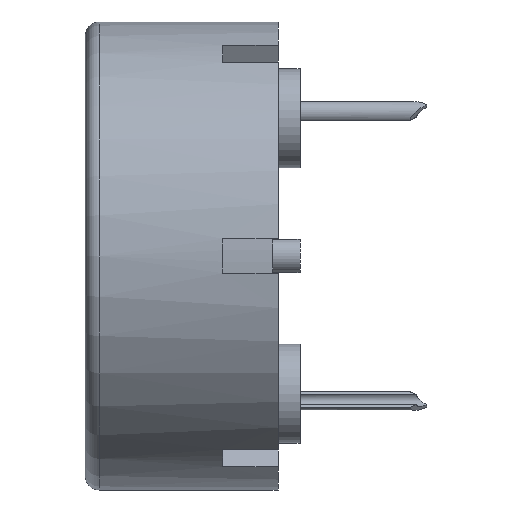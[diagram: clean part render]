
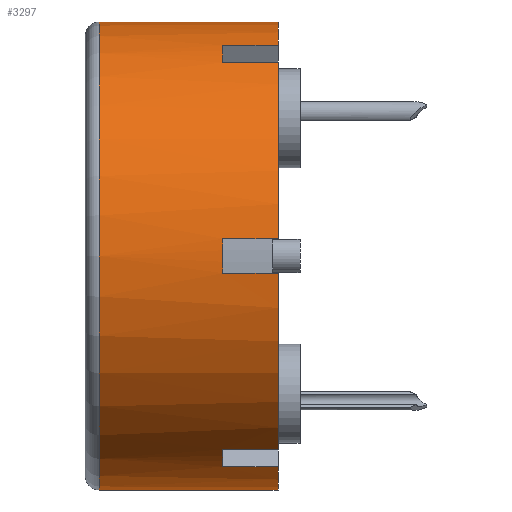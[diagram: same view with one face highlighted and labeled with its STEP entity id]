
A CAD part, left-side view. The second image highlights one B-rep face of the part: STEP entity #3297.
In plain terms, the highlighted cylindrical face has radius 8.5 mm (diameter 17 mm), a partial arc.
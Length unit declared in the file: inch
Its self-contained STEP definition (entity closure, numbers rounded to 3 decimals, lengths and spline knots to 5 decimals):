
#34 = CARTESIAN_POINT ( 'NONE',  ( 0., 0.07874, 0. ) ) ;
#42 = ORIENTED_EDGE ( 'NONE', *, *, #284, .T. ) ;
#80 = DIRECTION ( 'NONE',  ( 0., -1., 0. ) ) ;
#126 = DIRECTION ( 'NONE',  ( 0., 0., 1. ) ) ;
#157 = ORIENTED_EDGE ( 'NONE', *, *, #797, .F. ) ;
#203 = ORIENTED_EDGE ( 'NONE', *, *, #993, .T. ) ;
#219 = ORIENTED_EDGE ( 'NONE', *, *, #1925, .T. ) ;
#232 = CIRCLE ( 'NONE', #1898, 0.33465 ) ;
#252 = DIRECTION ( 'NONE',  ( 0., 0., -1. ) ) ;
#262 = CARTESIAN_POINT ( 'NONE',  ( 0., 0.27559, 0.33465 ) ) ;
#284 = EDGE_CURVE ( 'NONE', #2672, #3012, #1701, .T. ) ;
#394 = VERTEX_POINT ( 'NONE', #1346 ) ;
#406 = VERTEX_POINT ( 'NONE', #2414 ) ;
#418 = DIRECTION ( 'NONE',  ( 0., 1., 0. ) ) ;
#432 = LINE ( 'NONE', #2852, #889 ) ;
#471 = FACE_OUTER_BOUND ( 'NONE', #1624, .T. ) ;
#477 = EDGE_CURVE ( 'NONE', #2659, #3012, #1973, .T. ) ;
#553 = EDGE_CURVE ( 'NONE', #808, #2002, #232, .T. ) ;
#579 = CARTESIAN_POINT ( 'NONE',  ( 0., 0., 0. ) ) ;
#619 = CARTESIAN_POINT ( 'NONE',  ( -0.18818, 0.07874, 0.27672 ) ) ;
#643 = CARTESIAN_POINT ( 'NONE',  ( 0., 0., 0. ) ) ;
#650 = CARTESIAN_POINT ( 'NONE',  ( -0.14556, 0., 0.30133 ) ) ;
#665 = LINE ( 'NONE', #3331, #1211 ) ;
#669 = DIRECTION ( 'NONE',  ( 0., -1., 0. ) ) ;
#719 = AXIS2_PLACEMENT_3D ( 'NONE', #34, #2991, #1349 ) ;
#737 = ORIENTED_EDGE ( 'NONE', *, *, #2490, .T. ) ;
#744 = EDGE_CURVE ( 'NONE', #852, #406, #1530, .T. ) ;
#751 = AXIS2_PLACEMENT_3D ( 'NONE', #643, #1464, #126 ) ;
#763 = DIRECTION ( 'NONE',  ( 0., -1., 0. ) ) ;
#788 = AXIS2_PLACEMENT_3D ( 'NONE', #1934, #3294, #3052 ) ;
#797 = EDGE_CURVE ( 'NONE', #394, #2659, #1342, .T. ) ;
#800 = DIRECTION ( 'NONE',  ( 0., -1., 0. ) ) ;
#806 = DIRECTION ( 'NONE',  ( 0., -1., 0. ) ) ;
#808 = VERTEX_POINT ( 'NONE', #1380 ) ;
#820 = CARTESIAN_POINT ( 'NONE',  ( 0., 0.07874, 0. ) ) ;
#852 = VERTEX_POINT ( 'NONE', #3413 ) ;
#857 = CARTESIAN_POINT ( 'NONE',  ( 0., 0., 0. ) ) ;
#860 = EDGE_CURVE ( 'NONE', #1931, #1093, #1280, .T. ) ;
#879 = DIRECTION ( 'NONE',  ( 0., -1., 0. ) ) ;
#889 = VECTOR ( 'NONE', #669, 39.37008 ) ;
#899 = EDGE_CURVE ( 'NONE', #1075, #2672, #432, .T. ) ;
#902 = CARTESIAN_POINT ( 'NONE',  ( -0.14556, 0.07874, -0.30133 ) ) ;
#923 = CYLINDRICAL_SURFACE ( 'NONE', #1232, 0.33465 ) ;
#937 = VECTOR ( 'NONE', #800, 39.37008 ) ;
#959 = VECTOR ( 'NONE', #879, 39.37008 ) ;
#979 = CARTESIAN_POINT ( 'NONE',  ( -0.14556, 0., -0.30133 ) ) ;
#993 = EDGE_CURVE ( 'NONE', #2829, #3278, #1831, .T. ) ;
#1023 = EDGE_CURVE ( 'NONE', #2829, #1529, #2916, .T. ) ;
#1048 = AXIS2_PLACEMENT_3D ( 'NONE', #820, #806, #252 ) ;
#1073 = EDGE_CURVE ( 'NONE', #1749, #3323, #1461, .T. ) ;
#1075 = VERTEX_POINT ( 'NONE', #2719 ) ;
#1093 = VERTEX_POINT ( 'NONE', #2509 ) ;
#1114 = CIRCLE ( 'NONE', #1164, 0.33465 ) ;
#1164 = AXIS2_PLACEMENT_3D ( 'NONE', #579, #2813, #2005 ) ;
#1194 = CARTESIAN_POINT ( 'NONE',  ( -0.33374, 0., 0.02461 ) ) ;
#1211 = VECTOR ( 'NONE', #3041, 39.37008 ) ;
#1232 = AXIS2_PLACEMENT_3D ( 'NONE', #3385, #2546, #1242 ) ;
#1242 = DIRECTION ( 'NONE',  ( 0., 0., -1. ) ) ;
#1280 = CIRCLE ( 'NONE', #2964, 0.33465 ) ;
#1322 = ORIENTED_EDGE ( 'NONE', *, *, #553, .T. ) ;
#1342 = CIRCLE ( 'NONE', #719, 0.33465 ) ;
#1346 = CARTESIAN_POINT ( 'NONE',  ( -0.14556, 0.07874, 0.30133 ) ) ;
#1349 = DIRECTION ( 'NONE',  ( 0., 0., -1. ) ) ;
#1380 = CARTESIAN_POINT ( 'NONE',  ( 0., 0., -0.33465 ) ) ;
#1386 = VECTOR ( 'NONE', #1809, 39.37008 ) ;
#1429 = DIRECTION ( 'NONE',  ( 0., 0., 1. ) ) ;
#1461 = CIRCLE ( 'NONE', #2803, 0.33465 ) ;
#1464 = DIRECTION ( 'NONE',  ( 0., 1., 0. ) ) ;
#1515 = VECTOR ( 'NONE', #763, 39.37008 ) ;
#1529 = VERTEX_POINT ( 'NONE', #1752 ) ;
#1530 = LINE ( 'NONE', #3397, #3462 ) ;
#1544 = CARTESIAN_POINT ( 'NONE',  ( 0., 0.25591, 0. ) ) ;
#1589 = LINE ( 'NONE', #262, #1386 ) ;
#1624 = EDGE_LOOP ( 'NONE', ( #3218, #2446, #219, #1322, #2602, #3147, #203, #737, #1785, #3324, #1712, #42, #1963, #157, #3448, #1748 ) ) ;
#1682 = LINE ( 'NONE', #902, #2289 ) ;
#1701 = CIRCLE ( 'NONE', #751, 0.33465 ) ;
#1712 = ORIENTED_EDGE ( 'NONE', *, *, #899, .T. ) ;
#1716 = EDGE_CURVE ( 'NONE', #1931, #3323, #1589, .T. ) ;
#1740 = CARTESIAN_POINT ( 'NONE',  ( 0., 0., 0.33465 ) ) ;
#1748 = ORIENTED_EDGE ( 'NONE', *, *, #1073, .T. ) ;
#1749 = VERTEX_POINT ( 'NONE', #650 ) ;
#1752 = CARTESIAN_POINT ( 'NONE',  ( -0.14556, 0.07874, -0.30133 ) ) ;
#1785 = ORIENTED_EDGE ( 'NONE', *, *, #744, .F. ) ;
#1809 = DIRECTION ( 'NONE',  ( 0., -1., 0. ) ) ;
#1831 = LINE ( 'NONE', #2439, #1515 ) ;
#1898 = AXIS2_PLACEMENT_3D ( 'NONE', #2814, #418, #2257 ) ;
#1925 = EDGE_CURVE ( 'NONE', #1093, #808, #2441, .T. ) ;
#1931 = VERTEX_POINT ( 'NONE', #2389 ) ;
#1934 = CARTESIAN_POINT ( 'NONE',  ( 0., 0.07874, 0. ) ) ;
#1963 = ORIENTED_EDGE ( 'NONE', *, *, #477, .F. ) ;
#1973 = LINE ( 'NONE', #619, #959 ) ;
#2002 = VERTEX_POINT ( 'NONE', #979 ) ;
#2005 = DIRECTION ( 'NONE',  ( 0., 0., 1. ) ) ;
#2048 = DIRECTION ( 'NONE',  ( 0., 0., 1. ) ) ;
#2257 = DIRECTION ( 'NONE',  ( 0., 0., 1. ) ) ;
#2289 = VECTOR ( 'NONE', #80, 39.37008 ) ;
#2389 = CARTESIAN_POINT ( 'NONE',  ( 0., 0.25591, 0.33465 ) ) ;
#2414 = CARTESIAN_POINT ( 'NONE',  ( -0.33374, 0., -0.02461 ) ) ;
#2439 = CARTESIAN_POINT ( 'NONE',  ( -0.18818, 0.07874, -0.27672 ) ) ;
#2441 = LINE ( 'NONE', #2662, #937 ) ;
#2446 = ORIENTED_EDGE ( 'NONE', *, *, #860, .T. ) ;
#2450 = CIRCLE ( 'NONE', #1048, 0.33465 ) ;
#2490 = EDGE_CURVE ( 'NONE', #3278, #406, #1114, .T. ) ;
#2509 = CARTESIAN_POINT ( 'NONE',  ( 0., 0.25591, -0.33465 ) ) ;
#2514 = CARTESIAN_POINT ( 'NONE',  ( -0.18818, 0., 0.27672 ) ) ;
#2546 = DIRECTION ( 'NONE',  ( 0., -1., 0. ) ) ;
#2602 = ORIENTED_EDGE ( 'NONE', *, *, #2704, .F. ) ;
#2659 = VERTEX_POINT ( 'NONE', #2765 ) ;
#2662 = CARTESIAN_POINT ( 'NONE',  ( 0., 0.27559, -0.33465 ) ) ;
#2672 = VERTEX_POINT ( 'NONE', #1194 ) ;
#2704 = EDGE_CURVE ( 'NONE', #1529, #2002, #1682, .T. ) ;
#2719 = CARTESIAN_POINT ( 'NONE',  ( -0.33374, 0.07874, 0.02461 ) ) ;
#2765 = CARTESIAN_POINT ( 'NONE',  ( -0.18818, 0.07874, 0.27672 ) ) ;
#2772 = DIRECTION ( 'NONE',  ( 0., 1., 0. ) ) ;
#2803 = AXIS2_PLACEMENT_3D ( 'NONE', #857, #2772, #1429 ) ;
#2811 = CARTESIAN_POINT ( 'NONE',  ( -0.18818, 0., -0.27672 ) ) ;
#2813 = DIRECTION ( 'NONE',  ( 0., 1., 0. ) ) ;
#2814 = CARTESIAN_POINT ( 'NONE',  ( 0., 0., 0. ) ) ;
#2829 = VERTEX_POINT ( 'NONE', #3394 ) ;
#2852 = CARTESIAN_POINT ( 'NONE',  ( -0.33374, 0.07874, 0.02461 ) ) ;
#2916 = CIRCLE ( 'NONE', #788, 0.33465 ) ;
#2964 = AXIS2_PLACEMENT_3D ( 'NONE', #1544, #3392, #2048 ) ;
#2991 = DIRECTION ( 'NONE',  ( 0., -1., 0. ) ) ;
#2997 = EDGE_CURVE ( 'NONE', #394, #1749, #665, .T. ) ;
#3012 = VERTEX_POINT ( 'NONE', #2514 ) ;
#3041 = DIRECTION ( 'NONE',  ( 0., -1., 0. ) ) ;
#3052 = DIRECTION ( 'NONE',  ( 0., 0., -1. ) ) ;
#3147 = ORIENTED_EDGE ( 'NONE', *, *, #1023, .F. ) ;
#3218 = ORIENTED_EDGE ( 'NONE', *, *, #1716, .F. ) ;
#3225 = EDGE_CURVE ( 'NONE', #1075, #852, #2450, .T. ) ;
#3278 = VERTEX_POINT ( 'NONE', #2811 ) ;
#3294 = DIRECTION ( 'NONE',  ( 0., -1., 0. ) ) ;
#3297 = ADVANCED_FACE ( 'NONE', ( #471 ), #923, .T. ) ;
#3323 = VERTEX_POINT ( 'NONE', #1740 ) ;
#3324 = ORIENTED_EDGE ( 'NONE', *, *, #3225, .F. ) ;
#3331 = CARTESIAN_POINT ( 'NONE',  ( -0.14556, 0.07874, 0.30133 ) ) ;
#3385 = CARTESIAN_POINT ( 'NONE',  ( 0., 0.27559, 0. ) ) ;
#3392 = DIRECTION ( 'NONE',  ( 0., -1., 0. ) ) ;
#3394 = CARTESIAN_POINT ( 'NONE',  ( -0.18818, 0.07874, -0.27672 ) ) ;
#3397 = CARTESIAN_POINT ( 'NONE',  ( -0.33374, 0.07874, -0.02461 ) ) ;
#3413 = CARTESIAN_POINT ( 'NONE',  ( -0.33374, 0.07874, -0.02461 ) ) ;
#3429 = DIRECTION ( 'NONE',  ( 0., -1., 0. ) ) ;
#3448 = ORIENTED_EDGE ( 'NONE', *, *, #2997, .T. ) ;
#3462 = VECTOR ( 'NONE', #3429, 39.37008 ) ;
